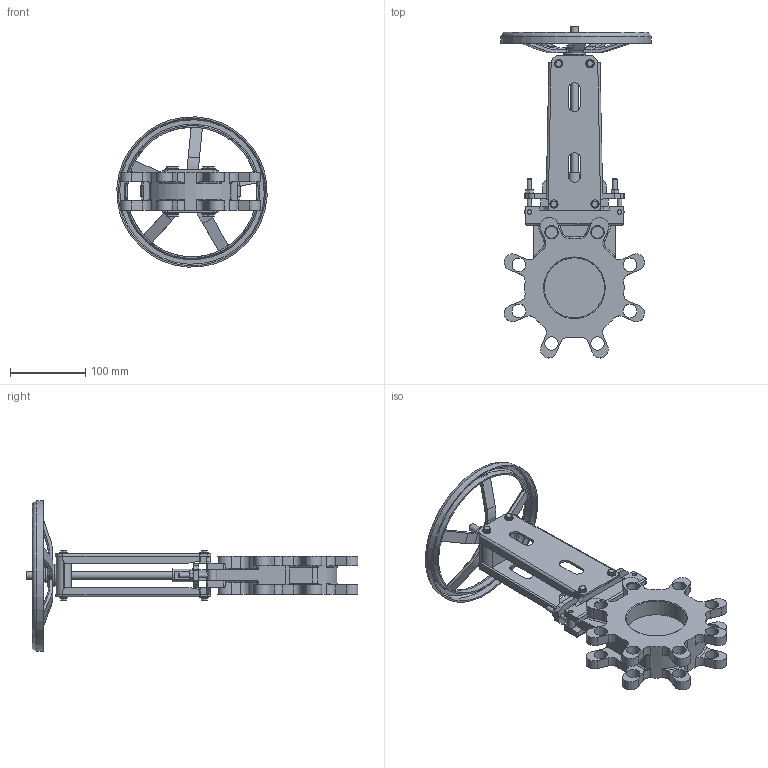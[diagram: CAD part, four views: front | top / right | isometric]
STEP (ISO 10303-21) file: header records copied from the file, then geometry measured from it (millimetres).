
FILE_DESCRIPTION(/* description */ (''),/* implementation_level */ '2;1');
FILE_NAME(/* name */ 'DN80_3D_STEP.stp',/* time_stamp */ '2025-03-19T23:36:16+03:00',/* author */ ('igorr'),/* organization */ (''),/* preprocessor_version */ 'ST-DEVELOPER v20',/* originating_system */ 'Autodesk Inventor 2025',/* authorisation */ '');
FILE_SCHEMA (('AUTOMOTIVE_DESIGN { 1 0 10303 214 3 1 1 }'));
Length unit declared in the file: millimetre
Products named in the file (8): Сборка; Деталь; Деталь1; AS 1110 - M4 x 8; ANSI B18.2.4.2M - M6x1; ANSI B18.2.4.2M - M10x1,5; AS 1237 - 6; AS 1110 - M5 x 10
Assembly tree (23 placements, depth 2):
  Сборка
    Деталь
    Деталь1
    AS 1110 - M4 x 8  x2
    ANSI B18.2.4.2M - M6x1  x2
    ANSI B18.2.4.2M - M10x1,5
    AS 1237 - 6  x8
    AS 1110 - M5 x 10  x8
Bounding box: 199.58 x 441.22 x 199.58 mm (x, y, z)
Volume: 1017256.4 mm3; surface area: 297687.7 mm2
Topology: 23 solids, 23 shells, 1085 faces, 2667 edges, 1664 vertices
Faces by surface type: plane 519, cylinder 290, cone 121, bspline 88, torus 67
Full cylindrical faces by diameter (mm): 4 x2, 4.917 x2, 5 x8, 6 x16, 6.4 x8, 7 x4, 8 x8, 8.376 x1, 10 x2, 11 x8, 16 x5, 17.418 x1, 18 x12, 20 x1, 26 x1, 29.723 x1, 30 x1, 80 x2, 172.37 x1, 176.37 x1, 196 x1, 200 x1
Entity records: 28865 total; most frequent: CARTESIAN_POINT 7332, ORIENTED_EDGE 4334, DIRECTION 4238, EDGE_CURVE 2167, AXIS2_PLACEMENT_3D 1581, VERTEX_POINT 1367, LINE 1076, VECTOR 1076
